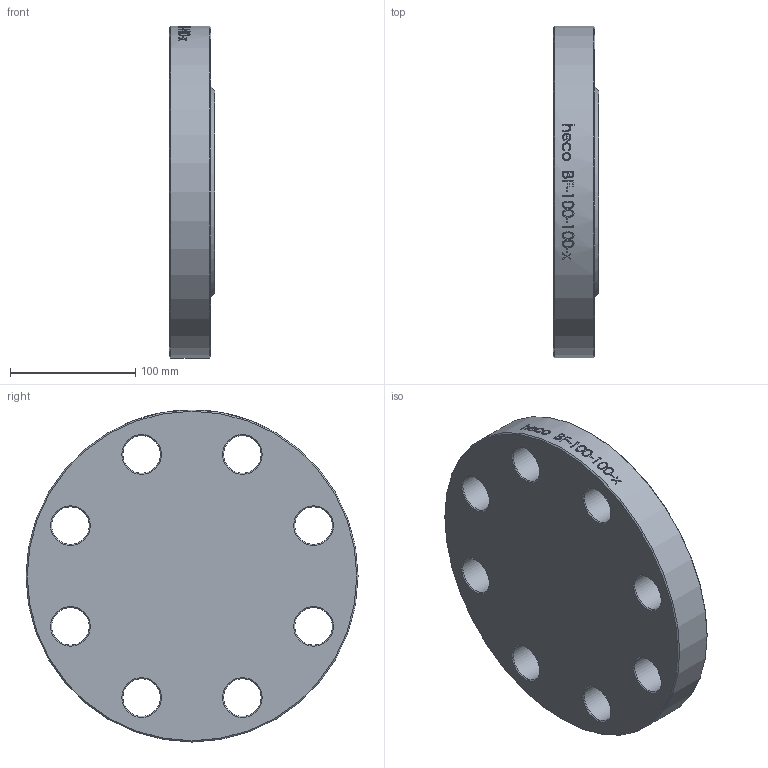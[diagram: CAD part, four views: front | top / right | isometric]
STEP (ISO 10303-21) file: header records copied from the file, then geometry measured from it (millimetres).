
FILE_DESCRIPTION (( 'STEP AP214' ), '1' );
FILE_NAME ('BF-100-100-x Blindflansch PN100 DIN2527 EN1092 2103.STEP', '2021-03-11T10:58:28', ( '' ), ( '' ), 'SwSTEP 2.0', 'SolidWorks 2019', '' );
FILE_SCHEMA (( 'AUTOMOTIVE_DESIGN' ));
Length unit declared in the file: millimetre
Products named in the file (1): BF-100-100-x Blindflansch PN100 DIN2527 EN1092 2103
Bounding box: 36 x 265 x 265 mm (x, y, z)
Volume: 1697493 mm3; surface area: 150352.7 mm2
Topology: 1 solids, 1 shells, 55 faces, 223 edges, 195 vertices
Faces by surface type: cylinder 33, cone 19, plane 3
Full cylindrical faces by diameter (mm): 30 x8, 265 x1
Entity records: 6312 total; most frequent: CARTESIAN_POINT 4386, ORIENTED_EDGE 372, DIRECTION 275, EDGE_CURVE 186, VERTEX_POINT 186, AXIS2_PLACEMENT_3D 126, EDGE_LOOP 124, B_SPLINE_CURVE_WITH_KNOTS 93
